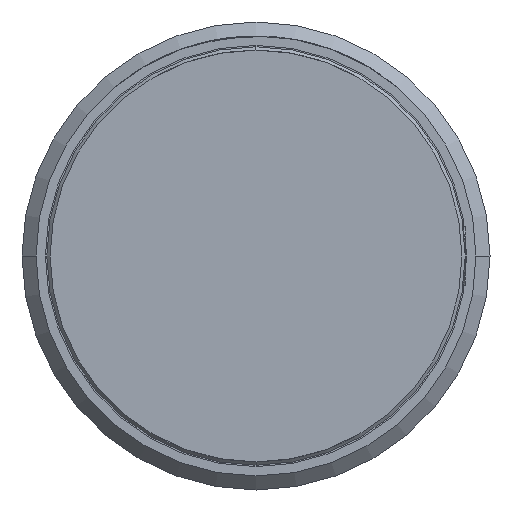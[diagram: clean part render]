
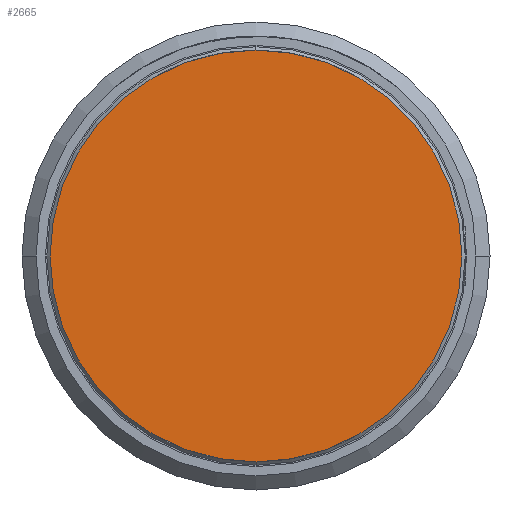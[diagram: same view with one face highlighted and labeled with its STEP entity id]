
A CAD part, front view. The second image highlights one B-rep face of the part: STEP entity #2665.
In plain terms, the highlighted planar face has unit normal (0, -1, 0).
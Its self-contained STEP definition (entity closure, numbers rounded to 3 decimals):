
#158 = DIRECTION ( 'NONE',  ( 0., 1., 0. ) ) ;
#397 = CIRCLE ( 'NONE', #659, 2.2 ) ;
#404 = VERTEX_POINT ( 'NONE', #1852 ) ;
#642 = DIRECTION ( 'NONE',  ( 0., -1., 0. ) ) ;
#659 = AXIS2_PLACEMENT_3D ( 'NONE', #820, #3702, #3375 ) ;
#820 = CARTESIAN_POINT ( 'NONE',  ( 0., 0., 0. ) ) ;
#903 = ORIENTED_EDGE ( 'NONE', *, *, #1995, .T. ) ;
#1115 = DIRECTION ( 'NONE',  ( 1., 0., 0. ) ) ;
#1844 = EDGE_CURVE ( 'Defeature ausgef�hrt1_7+Defeature ausgef�hrt1_14+Defeature ausgef�hrt1_14+Defeature ausgef�hrt1_14', #1913, #404, #397, .T. ) ;
#1852 = CARTESIAN_POINT ( 'NONE',  ( -2.2, 0., 0. ) ) ;
#1913 = VERTEX_POINT ( 'NONE', #3471 ) ;
#1995 = EDGE_CURVE ( 'Defeature ausgef�hrt1_7+Defeature ausgef�hrt1_14+Defeature ausgef�hrt1_14+Defeature ausgef�hrt1_14', #404, #1913, #2753, .T. ) ;
#2089 = FACE_OUTER_BOUND ( 'NONE', #3041, .T. ) ;
#2246 = DIRECTION ( 'NONE',  ( -1., 0., 0. ) ) ;
#2428 = CARTESIAN_POINT ( 'NONE',  ( 0., 0., -1.9 ) ) ;
#2478 = ORIENTED_EDGE ( 'NONE', *, *, #1844, .T. ) ;
#2665 = ADVANCED_FACE ( 'Defeature ausgef�hrt1_7', ( #2089 ), #3989, .F. ) ;
#2753 = CIRCLE ( 'NONE', #3104, 2.2 ) ;
#3041 = EDGE_LOOP ( 'NONE', ( #903, #2478 ) ) ;
#3104 = AXIS2_PLACEMENT_3D ( 'NONE', #3483, #642, #2246 ) ;
#3205 = AXIS2_PLACEMENT_3D ( 'NONE', #2428, #158, #1115 ) ;
#3375 = DIRECTION ( 'NONE',  ( -1., 0., 0. ) ) ;
#3471 = CARTESIAN_POINT ( 'NONE',  ( 2.2, 0., 0. ) ) ;
#3483 = CARTESIAN_POINT ( 'NONE',  ( 0., 0., 0. ) ) ;
#3702 = DIRECTION ( 'NONE',  ( 0., -1., 0. ) ) ;
#3989 = PLANE ( 'NONE',  #3205 ) ;
